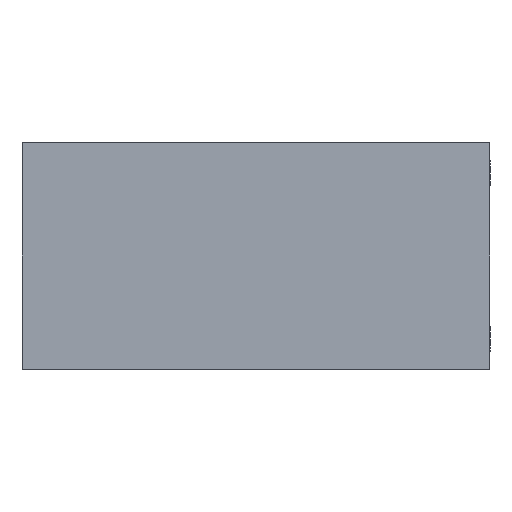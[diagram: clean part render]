
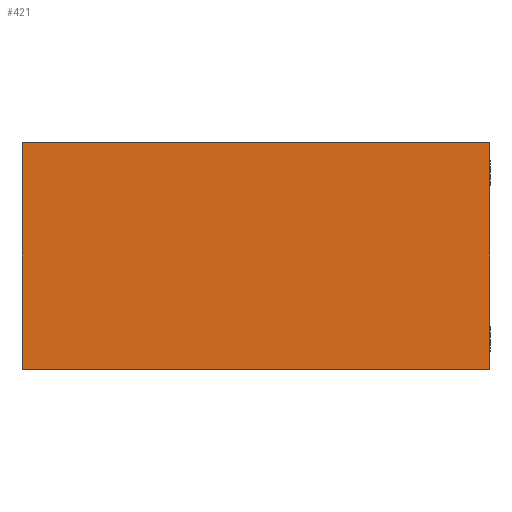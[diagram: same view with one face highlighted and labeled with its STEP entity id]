
A CAD part, front view. The second image highlights one B-rep face of the part: STEP entity #421.
In plain terms, the highlighted planar face has unit normal (0, -1, 0).
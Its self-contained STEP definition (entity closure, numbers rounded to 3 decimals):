
#4 = AXIS2_PLACEMENT_3D ( 'NONE', #1198, #612, #1038 ) ;
#68 = DIRECTION ( 'NONE',  ( 0., 0., 1. ) ) ;
#100 = ORIENTED_EDGE ( 'NONE', *, *, #441, .F. ) ;
#174 = EDGE_CURVE ( 'NONE', #859, #1138, #818, .T. ) ;
#216 = VECTOR ( 'NONE', #850, 1000. ) ;
#222 = LINE ( 'NONE', #1156, #1256 ) ;
#276 = EDGE_CURVE ( 'NONE', #1527, #1138, #222, .T. ) ;
#360 = EDGE_LOOP ( 'NONE', ( #817, #1212, #1445, #100 ) ) ;
#421 = ADVANCED_FACE ( 'NONE', ( #1462 ), #1342, .F. ) ;
#434 = CARTESIAN_POINT ( 'NONE',  ( 0., -20., 0. ) ) ;
#441 = EDGE_CURVE ( 'NONE', #859, #755, #1628, .T. ) ;
#449 = CARTESIAN_POINT ( 'NONE',  ( -46.5, -20., 45. ) ) ;
#608 = VECTOR ( 'NONE', #1669, 1000. ) ;
#612 = DIRECTION ( 'NONE',  ( 0., 1., 0. ) ) ;
#619 = EDGE_CURVE ( 'NONE', #755, #1527, #1313, .T. ) ;
#678 = CARTESIAN_POINT ( 'NONE',  ( 0., -20., 45. ) ) ;
#687 = CARTESIAN_POINT ( 'NONE',  ( -46.5, -20., 0. ) ) ;
#755 = VERTEX_POINT ( 'NONE', #449 ) ;
#817 = ORIENTED_EDGE ( 'NONE', *, *, #174, .T. ) ;
#818 = LINE ( 'NONE', #434, #608 ) ;
#850 = DIRECTION ( 'NONE',  ( 1., 0., 0. ) ) ;
#859 = VERTEX_POINT ( 'NONE', #687 ) ;
#896 = CARTESIAN_POINT ( 'NONE',  ( -46.5, -20., 45. ) ) ;
#927 = CARTESIAN_POINT ( 'NONE',  ( 46.5, -20., 0. ) ) ;
#1038 = DIRECTION ( 'NONE',  ( 0., 0., 1. ) ) ;
#1138 = VERTEX_POINT ( 'NONE', #927 ) ;
#1156 = CARTESIAN_POINT ( 'NONE',  ( 46.5, -20., 45. ) ) ;
#1198 = CARTESIAN_POINT ( 'NONE',  ( 0., -20., 45. ) ) ;
#1212 = ORIENTED_EDGE ( 'NONE', *, *, #276, .F. ) ;
#1256 = VECTOR ( 'NONE', #1311, 1000. ) ;
#1311 = DIRECTION ( 'NONE',  ( 0., 0., -1. ) ) ;
#1313 = LINE ( 'NONE', #678, #216 ) ;
#1342 = PLANE ( 'NONE',  #4 ) ;
#1445 = ORIENTED_EDGE ( 'NONE', *, *, #619, .F. ) ;
#1462 = FACE_OUTER_BOUND ( 'NONE', #360, .T. ) ;
#1527 = VERTEX_POINT ( 'NONE', #1720 ) ;
#1577 = VECTOR ( 'NONE', #68, 1000. ) ;
#1628 = LINE ( 'NONE', #896, #1577 ) ;
#1669 = DIRECTION ( 'NONE',  ( 1., 0., 0. ) ) ;
#1720 = CARTESIAN_POINT ( 'NONE',  ( 46.5, -20., 45. ) ) ;
